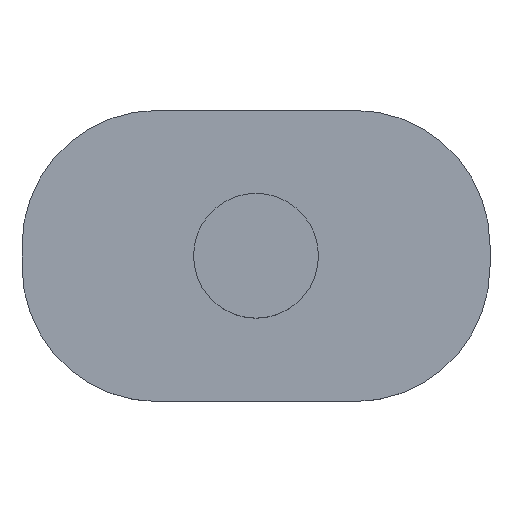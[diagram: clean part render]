
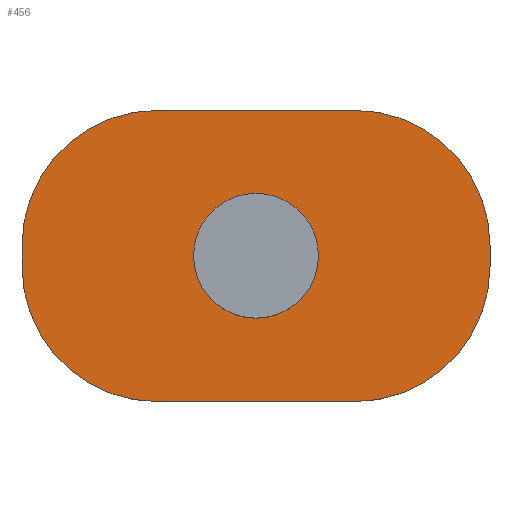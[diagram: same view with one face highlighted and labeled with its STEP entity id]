
A CAD part, top view. The second image highlights one B-rep face of the part: STEP entity #456.
In plain terms, the highlighted planar face has unit normal (0, 0, 1).
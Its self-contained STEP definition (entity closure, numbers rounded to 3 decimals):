
#51 = PLANE('',#52);
#52 = AXIS2_PLACEMENT_3D('',#53,#54,#55);
#53 = CARTESIAN_POINT('',(-10.039,-5.824,0.));
#54 = DIRECTION('',(0.,1.,0.));
#55 = DIRECTION('',(1.,0.,0.));
#76 = VERTEX_POINT('',#77);
#77 = CARTESIAN_POINT('',(2.961,-5.824,1.));
#91 = CYLINDRICAL_SURFACE('',#92,13.);
#92 = AXIS2_PLACEMENT_3D('',#93,#94,#95);
#93 = CARTESIAN_POINT('',(2.961,7.176,0.));
#94 = DIRECTION('',(0.,0.,1.));
#95 = DIRECTION('',(0.,-1.,0.));
#103 = EDGE_CURVE('',#76,#104,#106,.T.);
#104 = VERTEX_POINT('',#105);
#105 = CARTESIAN_POINT('',(21.961,-5.824,1.));
#106 = SURFACE_CURVE('',#107,(#111,#118),.PCURVE_S1.);
#107 = LINE('',#108,#109);
#108 = CARTESIAN_POINT('',(-10.039,-5.824,1.));
#109 = VECTOR('',#110,1.);
#110 = DIRECTION('',(1.,0.,0.));
#111 = PCURVE('',#51,#112);
#112 = DEFINITIONAL_REPRESENTATION('',(#113),#117);
#113 = LINE('',#114,#115);
#114 = CARTESIAN_POINT('',(0.,-1.));
#115 = VECTOR('',#116,1.);
#116 = DIRECTION('',(1.,0.));
#117 = ( GEOMETRIC_REPRESENTATION_CONTEXT(2) 
PARAMETRIC_REPRESENTATION_CONTEXT() REPRESENTATION_CONTEXT('2D SPACE',''
  ) );
#118 = PCURVE('',#119,#124);
#119 = PLANE('',#120);
#120 = AXIS2_PLACEMENT_3D('',#121,#122,#123);
#121 = CARTESIAN_POINT('',(12.461,8.176,1.));
#122 = DIRECTION('',(0.,0.,1.));
#123 = DIRECTION('',(1.,0.,0.));
#124 = DEFINITIONAL_REPRESENTATION('',(#125),#129);
#125 = LINE('',#126,#127);
#126 = CARTESIAN_POINT('',(-22.5,-14.));
#127 = VECTOR('',#128,1.);
#128 = DIRECTION('',(1.,0.));
#129 = ( GEOMETRIC_REPRESENTATION_CONTEXT(2) 
PARAMETRIC_REPRESENTATION_CONTEXT() REPRESENTATION_CONTEXT('2D SPACE',''
  ) );
#145 = CYLINDRICAL_SURFACE('',#146,13.);
#146 = AXIS2_PLACEMENT_3D('',#147,#148,#149);
#147 = CARTESIAN_POINT('',(21.961,7.176,0.));
#148 = DIRECTION('',(0.,0.,1.));
#149 = DIRECTION('',(0.,-1.,0.));
#201 = PLANE('',#202);
#202 = AXIS2_PLACEMENT_3D('',#203,#204,#205);
#203 = CARTESIAN_POINT('',(34.961,-5.824,0.));
#204 = DIRECTION('',(-1.,0.,0.));
#205 = DIRECTION('',(0.,1.,0.));
#230 = CYLINDRICAL_SURFACE('',#231,13.);
#231 = AXIS2_PLACEMENT_3D('',#232,#233,#234);
#232 = CARTESIAN_POINT('',(21.961,9.176,0.));
#233 = DIRECTION('',(0.,0.,1.));
#234 = DIRECTION('',(1.,0.,-0.));
#258 = PLANE('',#259);
#259 = AXIS2_PLACEMENT_3D('',#260,#261,#262);
#260 = CARTESIAN_POINT('',(34.961,22.176,0.));
#261 = DIRECTION('',(0.,-1.,0.));
#262 = DIRECTION('',(-1.,0.,0.));
#287 = CYLINDRICAL_SURFACE('',#288,13.);
#288 = AXIS2_PLACEMENT_3D('',#289,#290,#291);
#289 = CARTESIAN_POINT('',(2.961,9.176,0.));
#290 = DIRECTION('',(0.,0.,1.));
#291 = DIRECTION('',(0.,1.,0.));
#315 = PLANE('',#316);
#316 = AXIS2_PLACEMENT_3D('',#317,#318,#319);
#317 = CARTESIAN_POINT('',(-10.039,22.176,0.));
#318 = DIRECTION('',(1.,0.,0.));
#319 = DIRECTION('',(0.,-1.,0.));
#358 = VERTEX_POINT('',#359);
#359 = CARTESIAN_POINT('',(-10.039,7.176,1.));
#380 = EDGE_CURVE('',#76,#358,#381,.T.);
#381 = SURFACE_CURVE('',#382,(#387,#394),.PCURVE_S1.);
#382 = CIRCLE('',#383,13.);
#383 = AXIS2_PLACEMENT_3D('',#384,#385,#386);
#384 = CARTESIAN_POINT('',(2.961,7.176,1.));
#385 = DIRECTION('',(-0.,-0.,-1.));
#386 = DIRECTION('',(0.,-1.,0.));
#387 = PCURVE('',#91,#388);
#388 = DEFINITIONAL_REPRESENTATION('',(#389),#393);
#389 = LINE('',#390,#391);
#390 = CARTESIAN_POINT('',(0.,1.));
#391 = VECTOR('',#392,1.);
#392 = DIRECTION('',(-1.,0.));
#393 = ( GEOMETRIC_REPRESENTATION_CONTEXT(2) 
PARAMETRIC_REPRESENTATION_CONTEXT() REPRESENTATION_CONTEXT('2D SPACE',''
  ) );
#394 = PCURVE('',#119,#395);
#395 = DEFINITIONAL_REPRESENTATION('',(#396),#404);
#396 = ( BOUNDED_CURVE() B_SPLINE_CURVE(2,(#397,#398,#399,#400,#401,#402
,#403),.UNSPECIFIED.,.T.,.F.) B_SPLINE_CURVE_WITH_KNOTS((1,2,2,2,2,1),(
    -2.094,0.,2.094,4.189,6.283,
8.378),.UNSPECIFIED.) CURVE() GEOMETRIC_REPRESENTATION_ITEM() 
RATIONAL_B_SPLINE_CURVE((1.,0.5,1.,0.5,1.,0.5,1.)) REPRESENTATION_ITEM(
  '') );
#397 = CARTESIAN_POINT('',(-9.5,-14.));
#398 = CARTESIAN_POINT('',(-32.017,-14.));
#399 = CARTESIAN_POINT('',(-20.758,5.5));
#400 = CARTESIAN_POINT('',(-9.5,25.));
#401 = CARTESIAN_POINT('',(1.758,5.5));
#402 = CARTESIAN_POINT('',(13.017,-14.));
#403 = CARTESIAN_POINT('',(-9.5,-14.));
#404 = ( GEOMETRIC_REPRESENTATION_CONTEXT(2) 
PARAMETRIC_REPRESENTATION_CONTEXT() REPRESENTATION_CONTEXT('2D SPACE',''
  ) );
#412 = VERTEX_POINT('',#413);
#413 = CARTESIAN_POINT('',(34.961,7.176,1.));
#434 = EDGE_CURVE('',#104,#412,#435,.T.);
#435 = SURFACE_CURVE('',#436,(#441,#448),.PCURVE_S1.);
#436 = CIRCLE('',#437,13.);
#437 = AXIS2_PLACEMENT_3D('',#438,#439,#440);
#438 = CARTESIAN_POINT('',(21.961,7.176,1.));
#439 = DIRECTION('',(0.,0.,1.));
#440 = DIRECTION('',(0.,-1.,0.));
#441 = PCURVE('',#145,#442);
#442 = DEFINITIONAL_REPRESENTATION('',(#443),#447);
#443 = LINE('',#444,#445);
#444 = CARTESIAN_POINT('',(0.,1.));
#445 = VECTOR('',#446,1.);
#446 = DIRECTION('',(1.,0.));
#447 = ( GEOMETRIC_REPRESENTATION_CONTEXT(2) 
PARAMETRIC_REPRESENTATION_CONTEXT() REPRESENTATION_CONTEXT('2D SPACE',''
  ) );
#448 = PCURVE('',#119,#449);
#449 = DEFINITIONAL_REPRESENTATION('',(#450),#454);
#450 = CIRCLE('',#451,13.);
#451 = AXIS2_PLACEMENT_2D('',#452,#453);
#452 = CARTESIAN_POINT('',(9.5,-1.));
#453 = DIRECTION('',(0.,-1.));
#454 = ( GEOMETRIC_REPRESENTATION_CONTEXT(2) 
PARAMETRIC_REPRESENTATION_CONTEXT() REPRESENTATION_CONTEXT('2D SPACE',''
  ) );
#456 = ADVANCED_FACE('',(#457),#119,.T.);
#457 = FACE_BOUND('',#458,.T.);
#458 = EDGE_LOOP('',(#459,#460,#461,#484,#508,#531,#555,#576));
#459 = ORIENTED_EDGE('',*,*,#103,.T.);
#460 = ORIENTED_EDGE('',*,*,#434,.T.);
#461 = ORIENTED_EDGE('',*,*,#462,.T.);
#462 = EDGE_CURVE('',#412,#463,#465,.T.);
#463 = VERTEX_POINT('',#464);
#464 = CARTESIAN_POINT('',(34.961,9.176,1.));
#465 = SURFACE_CURVE('',#466,(#470,#477),.PCURVE_S1.);
#466 = LINE('',#467,#468);
#467 = CARTESIAN_POINT('',(34.961,-5.824,1.));
#468 = VECTOR('',#469,1.);
#469 = DIRECTION('',(0.,1.,0.));
#470 = PCURVE('',#119,#471);
#471 = DEFINITIONAL_REPRESENTATION('',(#472),#476);
#472 = LINE('',#473,#474);
#473 = CARTESIAN_POINT('',(22.5,-14.));
#474 = VECTOR('',#475,1.);
#475 = DIRECTION('',(0.,1.));
#476 = ( GEOMETRIC_REPRESENTATION_CONTEXT(2) 
PARAMETRIC_REPRESENTATION_CONTEXT() REPRESENTATION_CONTEXT('2D SPACE',''
  ) );
#477 = PCURVE('',#201,#478);
#478 = DEFINITIONAL_REPRESENTATION('',(#479),#483);
#479 = LINE('',#480,#481);
#480 = CARTESIAN_POINT('',(0.,-1.));
#481 = VECTOR('',#482,1.);
#482 = DIRECTION('',(1.,0.));
#483 = ( GEOMETRIC_REPRESENTATION_CONTEXT(2) 
PARAMETRIC_REPRESENTATION_CONTEXT() REPRESENTATION_CONTEXT('2D SPACE',''
  ) );
#484 = ORIENTED_EDGE('',*,*,#485,.T.);
#485 = EDGE_CURVE('',#463,#486,#488,.T.);
#486 = VERTEX_POINT('',#487);
#487 = CARTESIAN_POINT('',(21.961,22.176,1.));
#488 = SURFACE_CURVE('',#489,(#494,#501),.PCURVE_S1.);
#489 = CIRCLE('',#490,13.);
#490 = AXIS2_PLACEMENT_3D('',#491,#492,#493);
#491 = CARTESIAN_POINT('',(21.961,9.176,1.));
#492 = DIRECTION('',(0.,0.,1.));
#493 = DIRECTION('',(0.,-1.,0.));
#494 = PCURVE('',#119,#495);
#495 = DEFINITIONAL_REPRESENTATION('',(#496),#500);
#496 = CIRCLE('',#497,13.);
#497 = AXIS2_PLACEMENT_2D('',#498,#499);
#498 = CARTESIAN_POINT('',(9.5,1.));
#499 = DIRECTION('',(0.,-1.));
#500 = ( GEOMETRIC_REPRESENTATION_CONTEXT(2) 
PARAMETRIC_REPRESENTATION_CONTEXT() REPRESENTATION_CONTEXT('2D SPACE',''
  ) );
#501 = PCURVE('',#230,#502);
#502 = DEFINITIONAL_REPRESENTATION('',(#503),#507);
#503 = LINE('',#504,#505);
#504 = CARTESIAN_POINT('',(-1.571,1.));
#505 = VECTOR('',#506,1.);
#506 = DIRECTION('',(1.,0.));
#507 = ( GEOMETRIC_REPRESENTATION_CONTEXT(2) 
PARAMETRIC_REPRESENTATION_CONTEXT() REPRESENTATION_CONTEXT('2D SPACE',''
  ) );
#508 = ORIENTED_EDGE('',*,*,#509,.T.);
#509 = EDGE_CURVE('',#486,#510,#512,.T.);
#510 = VERTEX_POINT('',#511);
#511 = CARTESIAN_POINT('',(2.961,22.176,1.));
#512 = SURFACE_CURVE('',#513,(#517,#524),.PCURVE_S1.);
#513 = LINE('',#514,#515);
#514 = CARTESIAN_POINT('',(34.961,22.176,1.));
#515 = VECTOR('',#516,1.);
#516 = DIRECTION('',(-1.,0.,0.));
#517 = PCURVE('',#119,#518);
#518 = DEFINITIONAL_REPRESENTATION('',(#519),#523);
#519 = LINE('',#520,#521);
#520 = CARTESIAN_POINT('',(22.5,14.));
#521 = VECTOR('',#522,1.);
#522 = DIRECTION('',(-1.,0.));
#523 = ( GEOMETRIC_REPRESENTATION_CONTEXT(2) 
PARAMETRIC_REPRESENTATION_CONTEXT() REPRESENTATION_CONTEXT('2D SPACE',''
  ) );
#524 = PCURVE('',#258,#525);
#525 = DEFINITIONAL_REPRESENTATION('',(#526),#530);
#526 = LINE('',#527,#528);
#527 = CARTESIAN_POINT('',(0.,-1.));
#528 = VECTOR('',#529,1.);
#529 = DIRECTION('',(1.,0.));
#530 = ( GEOMETRIC_REPRESENTATION_CONTEXT(2) 
PARAMETRIC_REPRESENTATION_CONTEXT() REPRESENTATION_CONTEXT('2D SPACE',''
  ) );
#531 = ORIENTED_EDGE('',*,*,#532,.T.);
#532 = EDGE_CURVE('',#510,#533,#535,.T.);
#533 = VERTEX_POINT('',#534);
#534 = CARTESIAN_POINT('',(-10.039,9.176,1.));
#535 = SURFACE_CURVE('',#536,(#541,#548),.PCURVE_S1.);
#536 = CIRCLE('',#537,13.);
#537 = AXIS2_PLACEMENT_3D('',#538,#539,#540);
#538 = CARTESIAN_POINT('',(2.961,9.176,1.));
#539 = DIRECTION('',(0.,0.,1.));
#540 = DIRECTION('',(0.,-1.,0.));
#541 = PCURVE('',#119,#542);
#542 = DEFINITIONAL_REPRESENTATION('',(#543),#547);
#543 = CIRCLE('',#544,13.);
#544 = AXIS2_PLACEMENT_2D('',#545,#546);
#545 = CARTESIAN_POINT('',(-9.5,1.));
#546 = DIRECTION('',(0.,-1.));
#547 = ( GEOMETRIC_REPRESENTATION_CONTEXT(2) 
PARAMETRIC_REPRESENTATION_CONTEXT() REPRESENTATION_CONTEXT('2D SPACE',''
  ) );
#548 = PCURVE('',#287,#549);
#549 = DEFINITIONAL_REPRESENTATION('',(#550),#554);
#550 = LINE('',#551,#552);
#551 = CARTESIAN_POINT('',(-3.142,1.));
#552 = VECTOR('',#553,1.);
#553 = DIRECTION('',(1.,0.));
#554 = ( GEOMETRIC_REPRESENTATION_CONTEXT(2) 
PARAMETRIC_REPRESENTATION_CONTEXT() REPRESENTATION_CONTEXT('2D SPACE',''
  ) );
#555 = ORIENTED_EDGE('',*,*,#556,.T.);
#556 = EDGE_CURVE('',#533,#358,#557,.T.);
#557 = SURFACE_CURVE('',#558,(#562,#569),.PCURVE_S1.);
#558 = LINE('',#559,#560);
#559 = CARTESIAN_POINT('',(-10.039,22.176,1.));
#560 = VECTOR('',#561,1.);
#561 = DIRECTION('',(0.,-1.,0.));
#562 = PCURVE('',#119,#563);
#563 = DEFINITIONAL_REPRESENTATION('',(#564),#568);
#564 = LINE('',#565,#566);
#565 = CARTESIAN_POINT('',(-22.5,14.));
#566 = VECTOR('',#567,1.);
#567 = DIRECTION('',(0.,-1.));
#568 = ( GEOMETRIC_REPRESENTATION_CONTEXT(2) 
PARAMETRIC_REPRESENTATION_CONTEXT() REPRESENTATION_CONTEXT('2D SPACE',''
  ) );
#569 = PCURVE('',#315,#570);
#570 = DEFINITIONAL_REPRESENTATION('',(#571),#575);
#571 = LINE('',#572,#573);
#572 = CARTESIAN_POINT('',(0.,-1.));
#573 = VECTOR('',#574,1.);
#574 = DIRECTION('',(1.,0.));
#575 = ( GEOMETRIC_REPRESENTATION_CONTEXT(2) 
PARAMETRIC_REPRESENTATION_CONTEXT() REPRESENTATION_CONTEXT('2D SPACE',''
  ) );
#576 = ORIENTED_EDGE('',*,*,#380,.F.);
